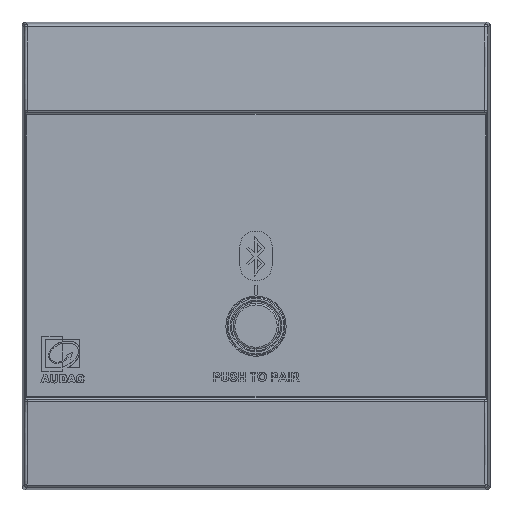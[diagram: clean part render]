
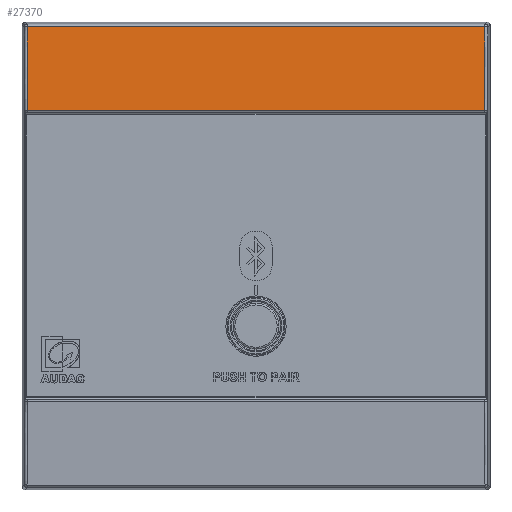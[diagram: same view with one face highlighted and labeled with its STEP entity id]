
A CAD part, top view. The second image highlights one B-rep face of the part: STEP entity #27370.
In plain terms, the highlighted cylindrical face has radius 250 mm (diameter 500 mm), a partial arc.
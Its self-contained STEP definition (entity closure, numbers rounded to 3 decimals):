
#332=CYLINDRICAL_SURFACE('',#29195,250.);
#1627=B_SPLINE_CURVE_WITH_KNOTS('',3,(#46673,#46674,#46675,#46676),
 .UNSPECIFIED.,.F.,.F.,(4,4),(0.139,1.574),
 .UNSPECIFIED.);
#1628=B_SPLINE_CURVE_WITH_KNOTS('',3,(#46679,#46680,#46681,#46682),
 .UNSPECIFIED.,.F.,.F.,(4,4),(6.583,8.018),
 .UNSPECIFIED.);
#2809=FACE_OUTER_BOUND('',#4361,.T.);
#4361=EDGE_LOOP('',(#22261,#22262,#22263,#22264));
#7110=LINE('',#46671,#9833);
#7111=LINE('',#46678,#9834);
#9833=VECTOR('',#35126,10.);
#9834=VECTOR('',#35127,10.);
#12210=VERTEX_POINT('',#46669);
#12211=VERTEX_POINT('',#46670);
#12212=VERTEX_POINT('',#46672);
#12213=VERTEX_POINT('',#46677);
#15693=EDGE_CURVE('',#12210,#12211,#7110,.T.);
#15694=EDGE_CURVE('',#12212,#12210,#1627,.T.);
#15695=EDGE_CURVE('',#12213,#12212,#7111,.T.);
#15696=EDGE_CURVE('',#12211,#12213,#1628,.T.);
#22261=ORIENTED_EDGE('',*,*,#15693,.F.);
#22262=ORIENTED_EDGE('',*,*,#15694,.F.);
#22263=ORIENTED_EDGE('',*,*,#15695,.F.);
#22264=ORIENTED_EDGE('',*,*,#15696,.F.);
#27370=ADVANCED_FACE('',(#2809),#332,.T.);
#29195=AXIS2_PLACEMENT_3D('',#46668,#35124,#35125);
#35124=DIRECTION('center_axis',(1.,0.,0.));
#35125=DIRECTION('ref_axis',(0.,-0.428,-0.904));
#35126=DIRECTION('',(-1.,0.,0.));
#35127=DIRECTION('',(1.,0.,0.));
#46668=CARTESIAN_POINT('Origin',(0.,17.404,-241.399));
#46669=CARTESIAN_POINT('',(39.065,24.809,8.491));
#46670=CARTESIAN_POINT('',(-39.065,24.809,8.491));
#46671=CARTESIAN_POINT('',(0.,24.809,8.491));
#46672=CARTESIAN_POINT('',(39.117,39.16,7.652));
#46673=CARTESIAN_POINT('Ctrl Pts',(39.117,39.16,7.652));
#46674=CARTESIAN_POINT('Ctrl Pts',(39.091,34.386,8.069));
#46675=CARTESIAN_POINT('Ctrl Pts',(39.074,29.599,8.349));
#46676=CARTESIAN_POINT('Ctrl Pts',(39.065,24.809,8.491));
#46677=CARTESIAN_POINT('',(-39.117,39.16,7.652));
#46678=CARTESIAN_POINT('',(40.,39.16,7.652));
#46679=CARTESIAN_POINT('Ctrl Pts',(-39.065,24.809,8.491));
#46680=CARTESIAN_POINT('Ctrl Pts',(-39.074,29.599,8.349));
#46681=CARTESIAN_POINT('Ctrl Pts',(-39.091,34.386,8.069));
#46682=CARTESIAN_POINT('Ctrl Pts',(-39.117,39.16,7.652));
